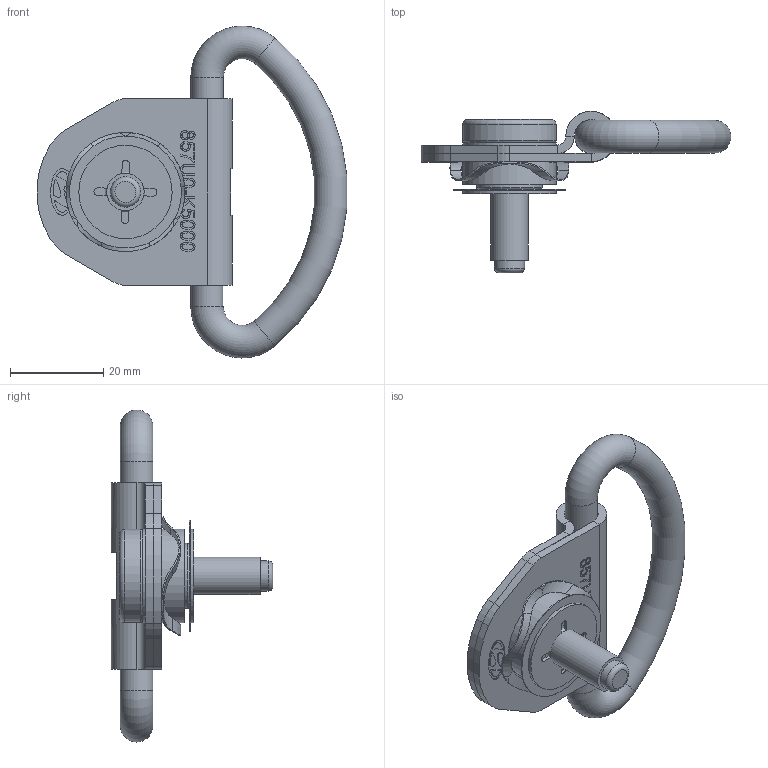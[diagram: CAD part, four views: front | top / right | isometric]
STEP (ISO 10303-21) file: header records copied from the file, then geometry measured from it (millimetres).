
FILE_DESCRIPTION(/* description */ ('19MM D-RING TIE DOWN ASSEMBLY'),/* implementation_level */ '2;1');
FILE_NAME(/* name */ '1-111-29557.stp',/* time_stamp */ '2023-11-21T11:53:06-05:00',/* author */ ('dtinay'),/* organization */ ('Eberhard Manufacturing Company'),/* preprocessor_version */ 'ST-DEVELOPER v20',/* originating_system */ 'Autodesk Inventor 2024',/* authorisation */ '');
FILE_SCHEMA (('AUTOMOTIVE_DESIGN { 1 0 10303 214 3 1 1 }'));
Length unit declared in the file: inch
Products named in the file (10): 1-111-29557; 1-111-29557-1; 1-111-29557-2 closed; 111-29557-13; 111-29557-5; 111-29557-4; 111-29557-8; 111-29557-10; 111-29557-9; 111-29557-7
Assembly tree (9 placements, depth 3):
  1-111-29557
    1-111-29557-1
      1-111-29557-2 closed
      111-29557-13
    111-29557-5
    111-29557-4
    111-29557-8
    111-29557-10
    111-29557-9
    111-29557-7
Bounding box: 66.4 x 34.61 x 71.16 mm (x, y, z)
Volume: 15784.1 mm3; surface area: 14782.8 mm2
Topology: 8 solids, 8 shells, 347 faces, 894 edges, 589 vertices
Faces by surface type: plane 124, bspline 120, cylinder 77, cone 13, torus 11, sphere 2
Full cylindrical faces by diameter (mm): 6.49 x1, 7 x2, 7.5 x1, 8 x1, 14 x2, 16.053 x1, 16.408 x2, 20 x4, 20.8 x1, 24 x1, 25.5 x1
Entity records: 13956 total; most frequent: CARTESIAN_POINT 5922, ORIENTED_EDGE 1784, DIRECTION 1222, EDGE_CURVE 892, VERTEX_POINT 589, AXIS2_PLACEMENT_3D 414, LINE 394, VECTOR 394
